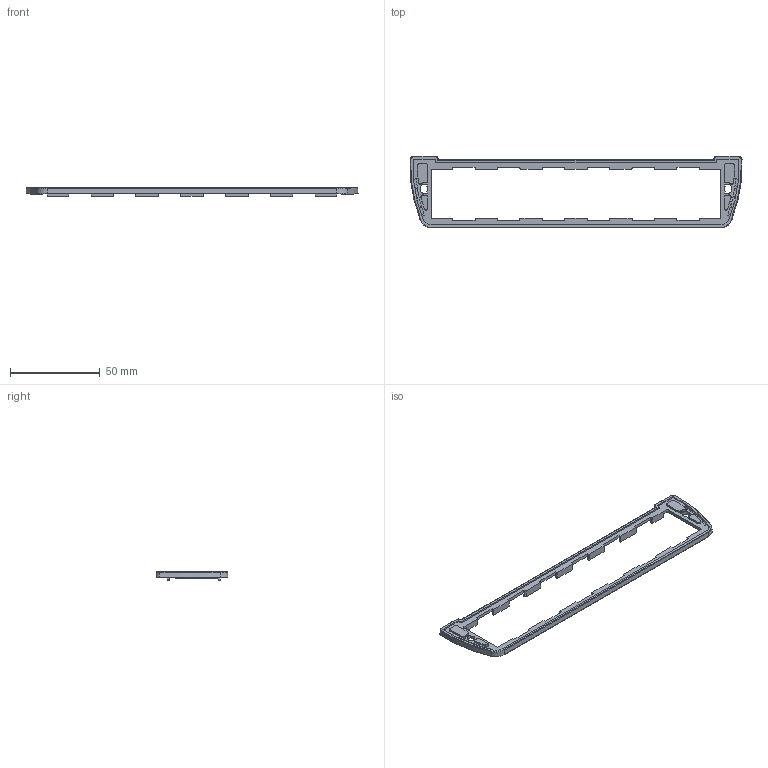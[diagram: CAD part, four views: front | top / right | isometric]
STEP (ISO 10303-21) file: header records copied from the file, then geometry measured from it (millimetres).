
FILE_DESCRIPTION(/* description */ (''),/* implementation_level */ '2;1');
FILE_NAME(/* name */ '94577000_ AS 1835 DI.stp',/* time_stamp */ '2019-11-20T11:36:35+01:00',/* author */ ('ahermoni'),/* organization */ ('Fa. Bopla'),/* preprocessor_version */ 'ST-DEVELOPER v17.2',/* originating_system */ 'Autodesk Inventor 2019',/* authorisation */ '');
FILE_SCHEMA (('AUTOMOTIVE_DESIGN { 1 0 10303 214 3 1 1 }'));
Length unit declared in the file: millimetre
Products named in the file (1): 1011474_3D
Bounding box: 184.94 x 40 x 5 mm (x, y, z)
Volume: 5941.7 mm3; surface area: 8480.9 mm2
Topology: 1 solids, 1 shells, 276 faces, 742 edges, 474 vertices
Faces by surface type: plane 152, cone 80, cylinder 26, torus 18
Entity records: 8741 total; most frequent: CARTESIAN_POINT 1707, ORIENTED_EDGE 1484, DIRECTION 1484, EDGE_CURVE 742, AXIS2_PLACEMENT_3D 515, VERTEX_POINT 474, LINE 454, VECTOR 454
